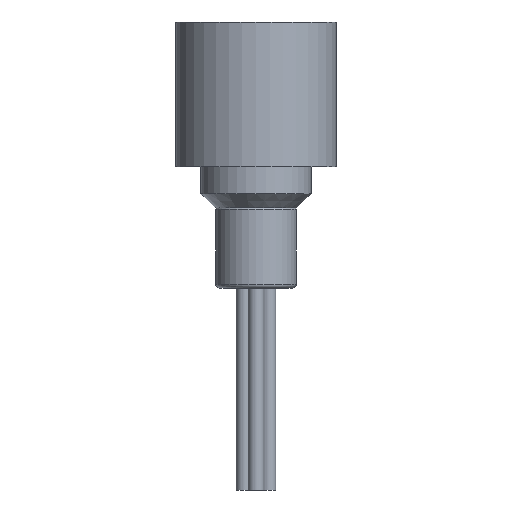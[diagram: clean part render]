
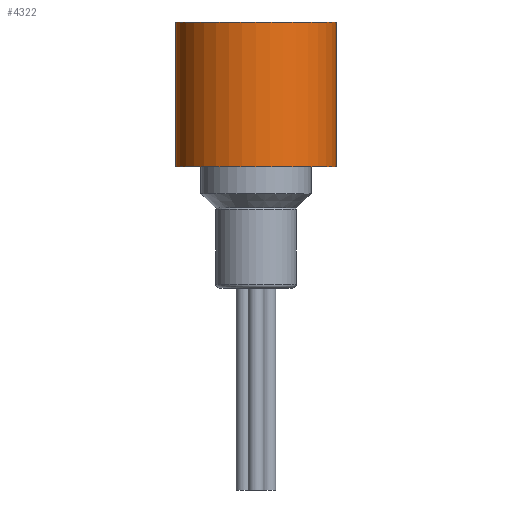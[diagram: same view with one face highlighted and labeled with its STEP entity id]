
A CAD part, front view. The second image highlights one B-rep face of the part: STEP entity #4322.
In plain terms, the highlighted cylindrical face has radius 15.875 mm (diameter 31.75 mm), a full revolution.
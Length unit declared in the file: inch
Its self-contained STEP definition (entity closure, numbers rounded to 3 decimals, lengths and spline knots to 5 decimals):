
#89=CYLINDRICAL_SURFACE($,#4626,0.625);
#156=CIRCLE($,#4546,0.625);
#197=CIRCLE($,#4627,0.625);
#379=FACE_BOUND($,#1009,.T.);
#691=FACE_OUTER_BOUND($,#1008,.T.);
#1008=EDGE_LOOP($,(#3291));
#1009=EDGE_LOOP($,(#3292));
#1904=VERTEX_POINT($,#6944);
#1945=VERTEX_POINT($,#7066);
#2408=EDGE_CURVE($,#1904,#1904,#156,.T.);
#2449=EDGE_CURVE($,#1945,#1945,#197,.T.);
#3291=ORIENTED_EDGE($,*,*,#2408,.T.);
#3292=ORIENTED_EDGE($,*,*,#2449,.F.);
#4322=ADVANCED_FACE($,(#691,#379),#89,.T.);
#4546=AXIS2_PLACEMENT_3D($,#6945,#5187,#5188);
#4626=AXIS2_PLACEMENT_3D($,#7065,#5347,#5348);
#4627=AXIS2_PLACEMENT_3D($,#7067,#5349,#5350);
#5187=DIRECTION('center_axis',(0.,0.,-1.));
#5188=DIRECTION('ref_axis',(-1.,0.,0.));
#5347=DIRECTION('center_axis',(0.,0.,-1.));
#5348=DIRECTION('ref_axis',(-1.,0.,0.));
#5349=DIRECTION('center_axis',(0.,0.,-1.));
#5350=DIRECTION('ref_axis',(-1.,0.,0.));
#6944=CARTESIAN_POINT('',(-0.625,-0.37721,1.063));
#6945=CARTESIAN_POINT('Origin',(0.,-0.37721,
1.063));
#7065=CARTESIAN_POINT('Origin',(0.,-0.37721,
-0.382));
#7066=CARTESIAN_POINT('',(-0.625,-0.37721,-0.062));
#7067=CARTESIAN_POINT('Origin',(0.,-0.37721,
-0.062));
